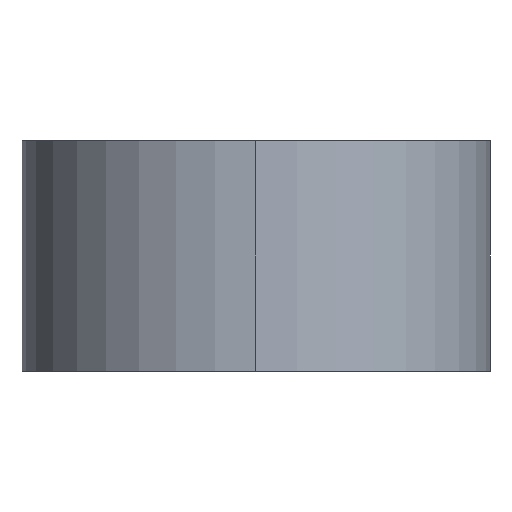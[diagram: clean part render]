
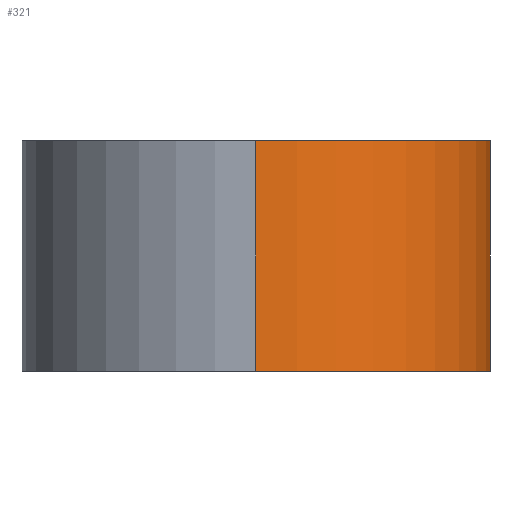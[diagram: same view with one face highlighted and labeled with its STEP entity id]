
A CAD part, left-side view. The second image highlights one B-rep face of the part: STEP entity #321.
In plain terms, the highlighted cylindrical face has radius 6.2 mm (diameter 12.4 mm), a partial arc.
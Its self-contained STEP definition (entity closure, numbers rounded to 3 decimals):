
#13 = AXIS2_PLACEMENT_3D ( 'NONE', #2594, #1314, #2820 ) ;
#259 = VERTEX_POINT ( 'NONE', #1626 ) ;
#321 = ADVANCED_FACE ( 'NONE', ( #1085 ), #1243, .T. ) ;
#323 = EDGE_CURVE ( 'NONE', #3217, #1529, #951, .T. ) ;
#582 = CARTESIAN_POINT ( 'NONE',  ( -6.35, -6.2, 3.05 ) ) ;
#591 = CARTESIAN_POINT ( 'NONE',  ( -6.35, -6.2, -3.05 ) ) ;
#677 = EDGE_CURVE ( 'NONE', #259, #1174, #1132, .T. ) ;
#934 = AXIS2_PLACEMENT_3D ( 'NONE', #2629, #3079, #1501 ) ;
#951 = LINE ( 'NONE', #2039, #982 ) ;
#982 = VECTOR ( 'NONE', #2710, 1000. ) ;
#1003 = ORIENTED_EDGE ( 'NONE', *, *, #3140, .F. ) ;
#1085 = FACE_OUTER_BOUND ( 'NONE', #2505, .T. ) ;
#1132 = LINE ( 'NONE', #2991, #1389 ) ;
#1174 = VERTEX_POINT ( 'NONE', #2145 ) ;
#1243 = CYLINDRICAL_SURFACE ( 'NONE', #13, 6.2 ) ;
#1279 = DIRECTION ( 'NONE',  ( 0., 0., -1. ) ) ;
#1314 = DIRECTION ( 'NONE',  ( 0., 0., -1. ) ) ;
#1382 = DIRECTION ( 'NONE',  ( 0., 0., 1. ) ) ;
#1389 = VECTOR ( 'NONE', #1279, 1000. ) ;
#1501 = DIRECTION ( 'NONE',  ( 1., 0., 0. ) ) ;
#1529 = VERTEX_POINT ( 'NONE', #591 ) ;
#1574 = ORIENTED_EDGE ( 'NONE', *, *, #323, .F. ) ;
#1626 = CARTESIAN_POINT ( 'NONE',  ( -12.55, 0., 3.05 ) ) ;
#1666 = ORIENTED_EDGE ( 'NONE', *, *, #677, .T. ) ;
#1792 = CIRCLE ( 'NONE', #934, 6.2 ) ;
#1910 = ORIENTED_EDGE ( 'NONE', *, *, #2348, .T. ) ;
#2039 = CARTESIAN_POINT ( 'NONE',  ( -6.35, -6.2, 1. ) ) ;
#2145 = CARTESIAN_POINT ( 'NONE',  ( -12.55, 0., -3.05 ) ) ;
#2348 = EDGE_CURVE ( 'NONE', #1174, #1529, #3151, .T. ) ;
#2505 = EDGE_LOOP ( 'NONE', ( #1003, #1666, #1910, #1574 ) ) ;
#2594 = CARTESIAN_POINT ( 'NONE',  ( -6.35, 0., 1. ) ) ;
#2629 = CARTESIAN_POINT ( 'NONE',  ( -6.35, 0., 3.05 ) ) ;
#2681 = DIRECTION ( 'NONE',  ( 1., 0., 0. ) ) ;
#2710 = DIRECTION ( 'NONE',  ( 0., 0., -1. ) ) ;
#2820 = DIRECTION ( 'NONE',  ( -1., 0., 0. ) ) ;
#2846 = AXIS2_PLACEMENT_3D ( 'NONE', #2959, #1382, #2681 ) ;
#2959 = CARTESIAN_POINT ( 'NONE',  ( -6.35, 0., -3.05 ) ) ;
#2991 = CARTESIAN_POINT ( 'NONE',  ( -12.55, 0., 1. ) ) ;
#3079 = DIRECTION ( 'NONE',  ( 0., 0., 1. ) ) ;
#3140 = EDGE_CURVE ( 'NONE', #259, #3217, #1792, .T. ) ;
#3151 = CIRCLE ( 'NONE', #2846, 6.2 ) ;
#3217 = VERTEX_POINT ( 'NONE', #582 ) ;
